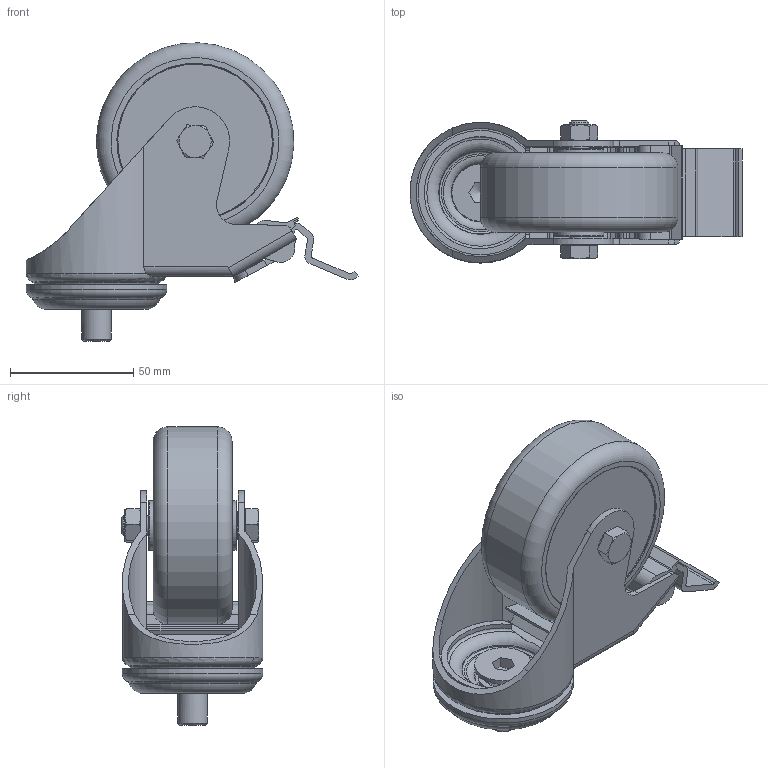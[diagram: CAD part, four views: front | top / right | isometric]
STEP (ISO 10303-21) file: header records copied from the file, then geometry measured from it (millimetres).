
FILE_DESCRIPTION(('STEP AP203'),'1');
FILE_NAME('ERGO10B1425.stp','2023-10-23T07:10:12',(' '),(' '),'Spatial InterOp 3D',' ',' ');
FILE_SCHEMA(('CONFIG_CONTROL_DESIGN'));
Length unit declared in the file: millimetre
Products named in the file (8): Roulette pivotante D80, à blocage; roue pour roulette; axe_2; CorpsPivoBlocage; Kit roulette pivotante D80 à blocage - vis seule; Vis FHC - M12x30; Kit roulette pivotante
Assembly tree (7 placements, depth 4):
  Kit roulette pivotante
    Kit roulette pivotante D80 à blocage - vis seule
      Roulette pivotante D80, à blocage
        roue pour roulette
        axe_2
        CorpsPivoBlocage
      Kit roulette pivotante D80 à blocage - vis seule
        Vis FHC - M12x30
Bounding box: 134.5 x 57.5 x 120.88 mm (x, y, z)
Volume: 241690.6 mm3; surface area: 59600.2 mm2
Topology: 4 solids, 4 shells, 308 faces, 804 edges, 516 vertices
Faces by surface type: plane 161, cylinder 79, cone 38, torus 30
Full cylindrical faces by diameter (mm): 8 x3, 8.1 x1, 8.5 x2, 12 x3, 13 x2, 20 x2, 20.45 x1, 23.12 x1, 29 x1, 57 x1, 63 x2, 80 x1
Entity records: 10792 total; most frequent: CARTESIAN_POINT 2206, DIRECTION 1528, ORIENTED_EDGE 1474, EDGE_CURVE 737, AXIS2_PLACEMENT_3D 573, VERTEX_POINT 505, EDGE_LOOP 387, LINE 382
